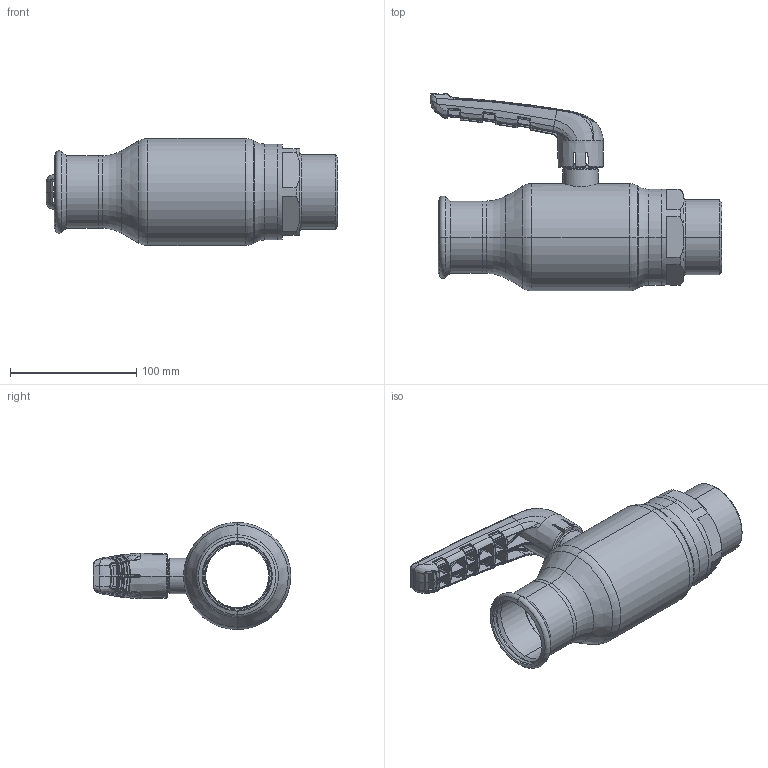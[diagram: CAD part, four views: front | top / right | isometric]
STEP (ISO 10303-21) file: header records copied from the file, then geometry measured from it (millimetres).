
FILE_DESCRIPTION (( 'STEP AP214' ), '1' );
FILE_NAME ('1050001200-xxxx.step', '2019-05-07T11:50:09', ( '' ), ( '' ), 'SwSTEP 2.0', 'SolidWorks 2017', '' );
FILE_SCHEMA (( 'AUTOMOTIVE_DESIGN' ));
Length unit declared in the file: millimetre
Products named in the file (1): 1050001200-xxxx
Bounding box: 231.35 x 156.71 x 85 mm (x, y, z)
Surface area: 98637.9 mm2 (no closed solid volume)
Topology: 0 solids, 8 shells, 804 faces, 2654 edges, 1709 vertices
Faces by surface type: bspline 650, plane 59, cone 32, cylinder 32, torus 21, sphere 10
Entity records: 60100 total; most frequent: CARTESIAN_POINT 34537, ORIENTED_EDGE 4208, EDGE_CURVE 2636, B_SPLINE_CURVE_WITH_KNOTS 1819, DIRECTION 1747, VERTEX_POINT 1707, EDGE_LOOP 814, UNCERTAINTY_MEASURE_WITH_UNIT 806
